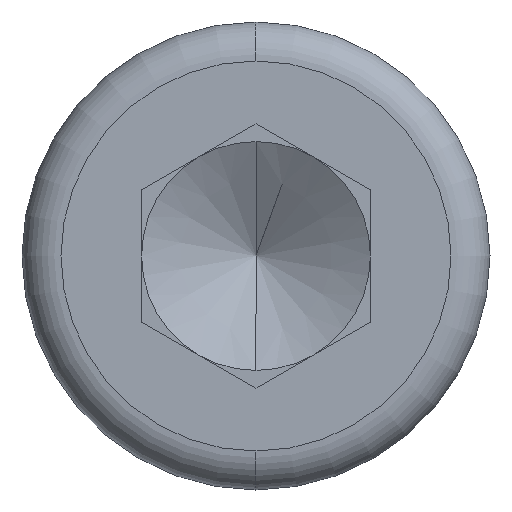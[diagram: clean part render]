
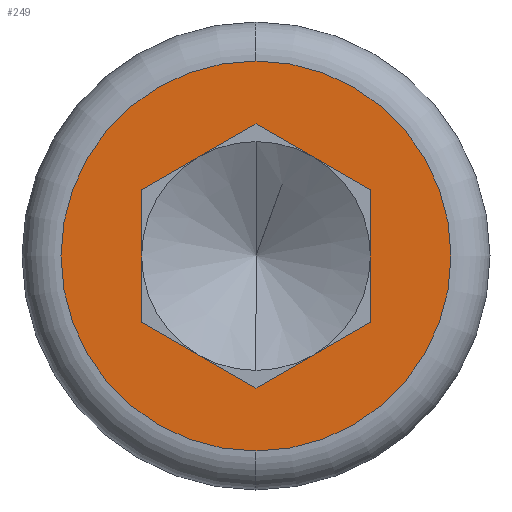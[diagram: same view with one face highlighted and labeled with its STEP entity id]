
A CAD part, left-side view. The second image highlights one B-rep face of the part: STEP entity #249.
In plain terms, the highlighted planar face has unit normal (-1, 0, 0).
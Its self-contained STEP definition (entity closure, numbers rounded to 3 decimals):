
#85 = VERTEX_POINT ( 'NONE', #506 ) ;
#114 = EDGE_CURVE ( 'NONE', #115, #85, #483, .T. ) ;
#115 = VERTEX_POINT ( 'NONE', #478 ) ;
#119 = ORIENTED_EDGE ( 'NONE', *, *, #120, .T. ) ;
#120 = EDGE_CURVE ( 'NONE', #126, #230, #472, .T. ) ;
#124 = ORIENTED_EDGE ( 'NONE', *, *, #125, .T. ) ;
#125 = EDGE_CURVE ( 'NONE', #301, #126, #455, .T. ) ;
#126 = VERTEX_POINT ( 'NONE', #451 ) ;
#151 = EDGE_LOOP ( 'NONE', ( #250, #252 ) ) ;
#227 = EDGE_LOOP ( 'NONE', ( #228, #232, #296, #299, #124, #119 ) ) ;
#228 = ORIENTED_EDGE ( 'NONE', *, *, #229, .T. ) ;
#229 = EDGE_CURVE ( 'NONE', #230, #231, #691, .T. ) ;
#230 = VERTEX_POINT ( 'NONE', #682 ) ;
#231 = VERTEX_POINT ( 'NONE', #601 ) ;
#232 = ORIENTED_EDGE ( 'NONE', *, *, #233, .T. ) ;
#233 = EDGE_CURVE ( 'NONE', #231, #295, #600, .T. ) ;
#249 = ADVANCED_FACE ( 'NONE', ( #560, #559 ), #558, .F. ) ;
#250 = ORIENTED_EDGE ( 'NONE', *, *, #251, .T. ) ;
#251 = EDGE_CURVE ( 'NONE', #85, #115, #553, .T. ) ;
#252 = ORIENTED_EDGE ( 'NONE', *, *, #114, .T. ) ;
#295 = VERTEX_POINT ( 'NONE', #664 ) ;
#296 = ORIENTED_EDGE ( 'NONE', *, *, #297, .T. ) ;
#297 = EDGE_CURVE ( 'NONE', #295, #298, #739, .T. ) ;
#298 = VERTEX_POINT ( 'NONE', #735 ) ;
#299 = ORIENTED_EDGE ( 'NONE', *, *, #300, .T. ) ;
#300 = EDGE_CURVE ( 'NONE', #298, #301, #734, .T. ) ;
#301 = VERTEX_POINT ( 'NONE', #730 ) ;
#451 = CARTESIAN_POINT ( 'NONE',  ( 0., -11., 6.351 ) ) ;
#452 = DIRECTION ( 'NONE',  ( 0., -0.866, -0.5 ) ) ;
#453 = VECTOR ( 'NONE', #452, 1000. ) ;
#454 = CARTESIAN_POINT ( 'NONE',  ( 0., 0., 12.702 ) ) ;
#455 = LINE ( 'NONE', #454, #453 ) ;
#469 = DIRECTION ( 'NONE',  ( 0., 0., -1. ) ) ;
#470 = VECTOR ( 'NONE', #469, 1000. ) ;
#471 = CARTESIAN_POINT ( 'NONE',  ( 0., -11., 6.351 ) ) ;
#472 = LINE ( 'NONE', #471, #470 ) ;
#478 = CARTESIAN_POINT ( 'NONE',  ( 0., 0., 18.75 ) ) ;
#479 = DIRECTION ( 'NONE',  ( 0., 0., -1. ) ) ;
#480 = DIRECTION ( 'NONE',  ( -1., 0., 0. ) ) ;
#481 = CARTESIAN_POINT ( 'NONE',  ( 0., 0., 0. ) ) ;
#482 = AXIS2_PLACEMENT_3D ( 'NONE', #481, #480, #479 ) ;
#483 = CIRCLE ( 'NONE', #482, 18.75 ) ;
#506 = CARTESIAN_POINT ( 'NONE',  ( 0., 0., -18.75 ) ) ;
#549 = DIRECTION ( 'NONE',  ( 0., 0., -1. ) ) ;
#550 = DIRECTION ( 'NONE',  ( -1., 0., 0. ) ) ;
#551 = CARTESIAN_POINT ( 'NONE',  ( 0., 0., 0. ) ) ;
#552 = AXIS2_PLACEMENT_3D ( 'NONE', #551, #550, #549 ) ;
#553 = CIRCLE ( 'NONE', #552, 18.75 ) ;
#554 = DIRECTION ( 'NONE',  ( 0., 0., -1. ) ) ;
#555 = DIRECTION ( 'NONE',  ( 1., 0., 0. ) ) ;
#556 = CARTESIAN_POINT ( 'NONE',  ( 0., 0., 0. ) ) ;
#557 = AXIS2_PLACEMENT_3D ( 'NONE', #556, #555, #554 ) ;
#558 = PLANE ( 'NONE',  #557 ) ;
#559 = FACE_BOUND ( 'NONE', #227, .T. ) ;
#560 = FACE_OUTER_BOUND ( 'NONE', #151, .T. ) ;
#597 = DIRECTION ( 'NONE',  ( 0., 0.866, 0.5 ) ) ;
#598 = VECTOR ( 'NONE', #597, 1000. ) ;
#599 = CARTESIAN_POINT ( 'NONE',  ( 0., 0., -12.702 ) ) ;
#600 = LINE ( 'NONE', #599, #598 ) ;
#601 = CARTESIAN_POINT ( 'NONE',  ( 0., 0., -12.702 ) ) ;
#664 = CARTESIAN_POINT ( 'NONE',  ( 0., 11., -6.351 ) ) ;
#682 = CARTESIAN_POINT ( 'NONE',  ( 0., -11., -6.351 ) ) ;
#683 = DIRECTION ( 'NONE',  ( 0., 0.866, -0.5 ) ) ;
#684 = VECTOR ( 'NONE', #683, 1000. ) ;
#685 = CARTESIAN_POINT ( 'NONE',  ( 0., -11., -6.351 ) ) ;
#691 = LINE ( 'NONE', #685, #684 ) ;
#730 = CARTESIAN_POINT ( 'NONE',  ( 0., 0., 12.702 ) ) ;
#731 = DIRECTION ( 'NONE',  ( 0., -0.866, 0.5 ) ) ;
#732 = VECTOR ( 'NONE', #731, 1000. ) ;
#733 = CARTESIAN_POINT ( 'NONE',  ( 0., 11., 6.351 ) ) ;
#734 = LINE ( 'NONE', #733, #732 ) ;
#735 = CARTESIAN_POINT ( 'NONE',  ( 0., 11., 6.351 ) ) ;
#736 = DIRECTION ( 'NONE',  ( 0., 0., 1. ) ) ;
#737 = VECTOR ( 'NONE', #736, 1000. ) ;
#738 = CARTESIAN_POINT ( 'NONE',  ( 0., 11., -6.351 ) ) ;
#739 = LINE ( 'NONE', #738, #737 ) ;
